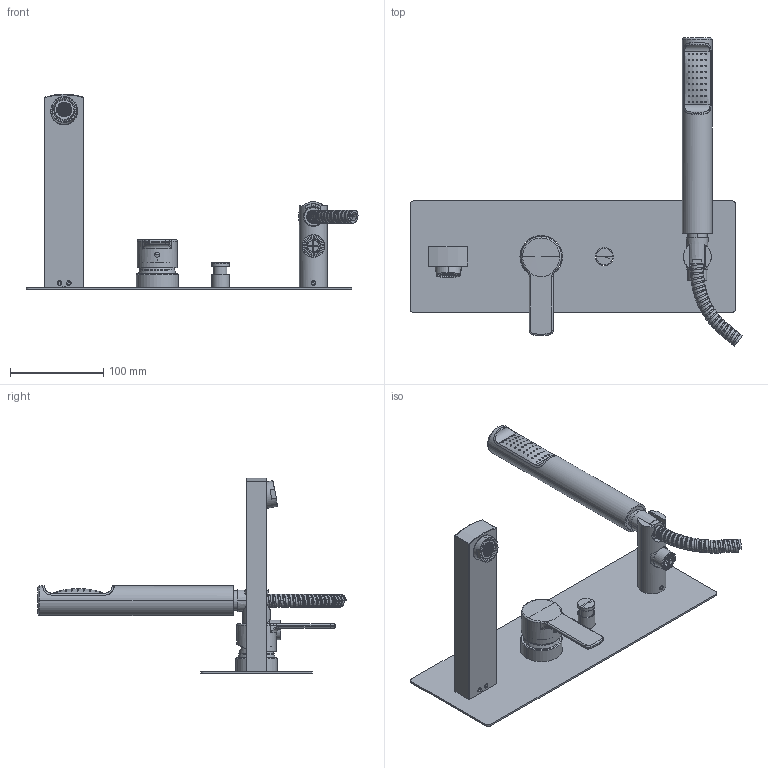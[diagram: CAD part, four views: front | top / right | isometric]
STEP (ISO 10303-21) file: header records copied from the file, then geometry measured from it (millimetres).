
FILE_DESCRIPTION((''),'2;1');
FILE_NAME('RED001CR','2021-11-08T13:19:30',('ut3'),('PAFFONI SpA'),'CREO PARAMETRIC BY PTC INC, 2020044','CREO PARAMETRIC BY PTC INC, 2020044','');
FILE_SCHEMA(('CONFIG_CONTROL_DESIGN','SHAPE_APPEARANCE_LAYERS_GROUPS'));
Products named in the file (1): RED001CR
Bounding box: 356.89 x 331.3 x 210 mm (x, y, z)
Volume: 403631.6 mm3; surface area: 240569.7 mm2
Topology: 10 solids, 10 shells, 2935 faces, 8198 edges, 5308 vertices
Faces by surface type: plane 2140, cylinder 452, torus 122, bspline 98, cone 95, sphere 28
Entity records: 157957 total; most frequent: CARTESIAN_POINT 60078, ORIENTED_EDGE 16358, DIRECTION 15299, EDGE_CURVE 8179, VECTOR 5317, LINE 5317, VERTEX_POINT 5305, AXIS2_PLACEMENT_3D 4991
